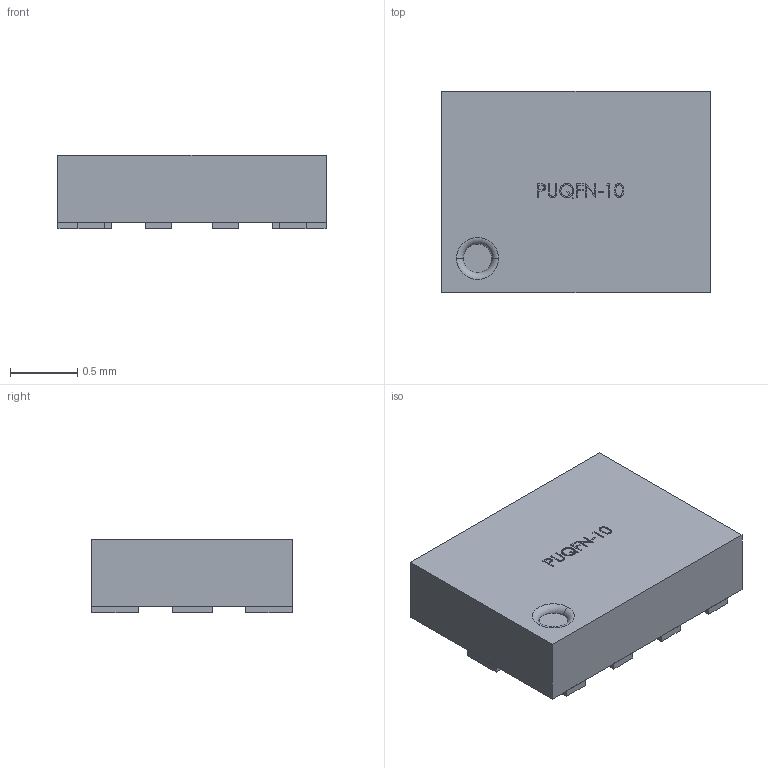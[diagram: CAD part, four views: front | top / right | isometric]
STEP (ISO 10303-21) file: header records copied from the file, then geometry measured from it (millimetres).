
FILE_DESCRIPTION (( 'STEP AP214' ), '1' );
FILE_NAME ('PUQFN10.STEP', '2015-12-03T15:15:22', ( 'student' ), ( 'Microsoft' ), 'SwSTEP 2.0', 'SolidWorks 2014', '' );
FILE_SCHEMA (( 'AUTOMOTIVE_DESIGN' ));
Length unit declared in the file: millimetre
Products named in the file (1): PUQFN10
Bounding box: 2 x 1.5 x 0.55 mm (x, y, z)
Volume: 1.5 mm3; surface area: 10.1 mm2
Topology: 1 solids, 1 shells, 152 faces, 384 edges, 256 vertices
Faces by surface type: plane 118, bspline 32, torus 2
Entity records: 7205 total; most frequent: CARTESIAN_POINT 3065, ORIENTED_EDGE 768, DIRECTION 568, EDGE_CURVE 384, LINE 314, VECTOR 314, VERTEX_POINT 256, EDGE_LOOP 174
